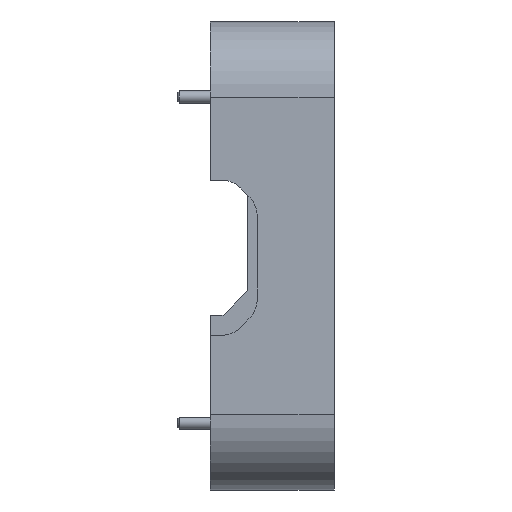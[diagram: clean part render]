
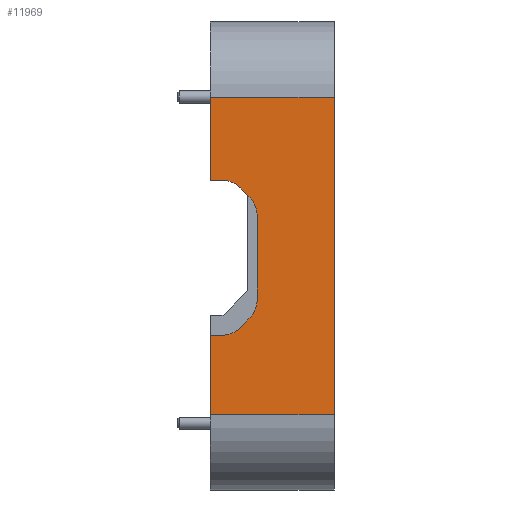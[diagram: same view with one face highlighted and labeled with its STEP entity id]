
A CAD part, left-side view. The second image highlights one B-rep face of the part: STEP entity #11969.
In plain terms, the highlighted planar face has unit normal (-1, 0, 0).
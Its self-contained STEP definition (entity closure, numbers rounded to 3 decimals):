
#44=CIRCLE('',#12151,1.55);
#46=CIRCLE('',#12155,1.55);
#48=CIRCLE('',#12159,1.55);
#50=CIRCLE('',#12163,1.55);
#221=PLANE('',#12170);
#846=FACE_OUTER_BOUND('',#1511,.T.);
#1511=EDGE_LOOP('',(#10673,#10674,#10675,#10676,#10677,#10678,#10679,#10680,
#10681,#10682,#10683,#10684,#10685,#10686));
#2283=LINE('',#24936,#3124);
#2309=LINE('',#24999,#3150);
#2313=LINE('',#25010,#3154);
#2316=LINE('',#25022,#3157);
#2321=LINE('',#25036,#3162);
#2325=LINE('',#25048,#3166);
#2329=LINE('',#25058,#3170);
#2331=LINE('',#25066,#3172);
#2335=LINE('',#25077,#3176);
#2336=LINE('',#25078,#3177);
#3124=VECTOR('',#13170,10.);
#3150=VECTOR('',#13226,10.);
#3154=VECTOR('',#13236,10.);
#3157=VECTOR('',#13247,10.);
#3162=VECTOR('',#13260,10.);
#3166=VECTOR('',#13272,10.);
#3170=VECTOR('',#13284,10.);
#3172=VECTOR('',#13292,10.);
#3176=VECTOR('',#13302,10.);
#3177=VECTOR('',#13303,10.);
#5313=VERTEX_POINT('',#24933);
#5314=VERTEX_POINT('',#24935);
#5335=VERTEX_POINT('',#24996);
#5336=VERTEX_POINT('',#24998);
#5340=VERTEX_POINT('',#25008);
#5342=VERTEX_POINT('',#25014);
#5343=VERTEX_POINT('',#25018);
#5345=VERTEX_POINT('',#25021);
#5348=VERTEX_POINT('',#25029);
#5350=VERTEX_POINT('',#25035);
#5352=VERTEX_POINT('',#25041);
#5354=VERTEX_POINT('',#25047);
#5356=VERTEX_POINT('',#25053);
#5359=VERTEX_POINT('',#25064);
#7090=EDGE_CURVE('',#5313,#5314,#2283,.F.);
#7119=EDGE_CURVE('',#5335,#5336,#2309,.T.);
#7125=EDGE_CURVE('',#5335,#5340,#2313,.T.);
#7128=EDGE_CURVE('',#5340,#5342,#44,.T.);
#7130=EDGE_CURVE('',#5345,#5343,#2316,.T.);
#7134=EDGE_CURVE('',#5348,#5345,#46,.T.);
#7137=EDGE_CURVE('',#5350,#5348,#2321,.T.);
#7140=EDGE_CURVE('',#5352,#5350,#48,.T.);
#7143=EDGE_CURVE('',#5354,#5352,#2325,.T.);
#7146=EDGE_CURVE('',#5356,#5354,#50,.T.);
#7149=EDGE_CURVE('',#5342,#5356,#2329,.T.);
#7153=EDGE_CURVE('',#5359,#5343,#2331,.T.);
#7159=EDGE_CURVE('',#5314,#5359,#2335,.T.);
#7160=EDGE_CURVE('',#5336,#5313,#2336,.T.);
#10673=ORIENTED_EDGE('',*,*,#7125,.T.);
#10674=ORIENTED_EDGE('',*,*,#7128,.T.);
#10675=ORIENTED_EDGE('',*,*,#7149,.T.);
#10676=ORIENTED_EDGE('',*,*,#7146,.T.);
#10677=ORIENTED_EDGE('',*,*,#7143,.T.);
#10678=ORIENTED_EDGE('',*,*,#7140,.T.);
#10679=ORIENTED_EDGE('',*,*,#7137,.T.);
#10680=ORIENTED_EDGE('',*,*,#7134,.T.);
#10681=ORIENTED_EDGE('',*,*,#7130,.T.);
#10682=ORIENTED_EDGE('',*,*,#7153,.F.);
#10683=ORIENTED_EDGE('',*,*,#7159,.F.);
#10684=ORIENTED_EDGE('',*,*,#7090,.F.);
#10685=ORIENTED_EDGE('',*,*,#7160,.F.);
#10686=ORIENTED_EDGE('',*,*,#7119,.F.);
#11969=ADVANCED_FACE('',(#846),#221,.T.);
#12151=AXIS2_PLACEMENT_3D('',#25016,#13242,#13243);
#12155=AXIS2_PLACEMENT_3D('',#25030,#13254,#13255);
#12159=AXIS2_PLACEMENT_3D('',#25042,#13266,#13267);
#12163=AXIS2_PLACEMENT_3D('',#25054,#13278,#13279);
#12170=AXIS2_PLACEMENT_3D('',#25076,#13300,#13301);
#13170=DIRECTION('',(0.,0.,1.));
#13226=DIRECTION('',(0.,0.,1.));
#13236=DIRECTION('',(0.,-1.,0.));
#13242=DIRECTION('center_axis',(1.,0.,0.));
#13243=DIRECTION('ref_axis',(0.,-0.717,0.697));
#13247=DIRECTION('',(0.,1.,0.));
#13254=DIRECTION('center_axis',(1.,0.,0.));
#13255=DIRECTION('ref_axis',(0.,0.,-1.));
#13260=DIRECTION('',(0.,0.697,-0.717));
#13266=DIRECTION('center_axis',(1.,0.,0.));
#13267=DIRECTION('ref_axis',(0.,-0.717,-0.697));
#13272=DIRECTION('',(0.,0.,-1.));
#13278=DIRECTION('center_axis',(1.,0.,0.));
#13279=DIRECTION('ref_axis',(0.,-1.,0.));
#13284=DIRECTION('',(0.,-0.697,-0.717));
#13292=DIRECTION('',(0.,0.,1.));
#13300=DIRECTION('center_axis',(-1.,0.,0.));
#13301=DIRECTION('ref_axis',(0.,0.,1.));
#13302=DIRECTION('',(0.,1.,0.));
#13303=DIRECTION('',(0.,-1.,0.));
#24933=CARTESIAN_POINT('',(-2.6,-1.6,-2.));
#24935=CARTESIAN_POINT('',(-2.6,-1.6,-21.5));
#24936=CARTESIAN_POINT('',(-2.6,-1.6,-18.125));
#24996=CARTESIAN_POINT('',(-2.6,6.,-7.106));
#24998=CARTESIAN_POINT('',(-2.6,6.,-2.));
#24999=CARTESIAN_POINT('',(-2.6,6.,-18.125));
#25008=CARTESIAN_POINT('',(-2.6,5.264,-7.106));
#25010=CARTESIAN_POINT('',(-2.6,3.014,-7.106));
#25014=CARTESIAN_POINT('',(-2.6,4.153,-7.575));
#25016=CARTESIAN_POINT('Origin',(-2.6,5.264,-8.656));
#25018=CARTESIAN_POINT('',(-2.6,6.,-16.606));
#25021=CARTESIAN_POINT('',(-2.6,5.264,-16.606));
#25022=CARTESIAN_POINT('',(-2.6,2.632,-16.606));
#25029=CARTESIAN_POINT('',(-2.6,4.153,-16.137));
#25030=CARTESIAN_POINT('Origin',(-2.6,5.264,-15.056));
#25035=CARTESIAN_POINT('',(-2.6,3.568,-15.536));
#25036=CARTESIAN_POINT('',(-2.6,4.94,-16.946));
#25041=CARTESIAN_POINT('',(-2.6,3.128,-14.455));
#25042=CARTESIAN_POINT('Origin',(-2.6,4.678,-14.455));
#25047=CARTESIAN_POINT('',(-2.6,3.128,-9.258));
#25048=CARTESIAN_POINT('',(-2.6,3.128,-16.879));
#25053=CARTESIAN_POINT('',(-2.6,3.568,-8.177));
#25054=CARTESIAN_POINT('Origin',(-2.6,4.678,-9.258));
#25058=CARTESIAN_POINT('',(-2.6,-1.087,-12.959));
#25064=CARTESIAN_POINT('',(-2.6,6.,-21.5));
#25066=CARTESIAN_POINT('',(-2.6,6.,-18.125));
#25076=CARTESIAN_POINT('Origin',(-2.6,0.,-24.5));
#25077=CARTESIAN_POINT('',(-2.6,0.,-21.5));
#25078=CARTESIAN_POINT('',(-2.6,0.,-2.));
